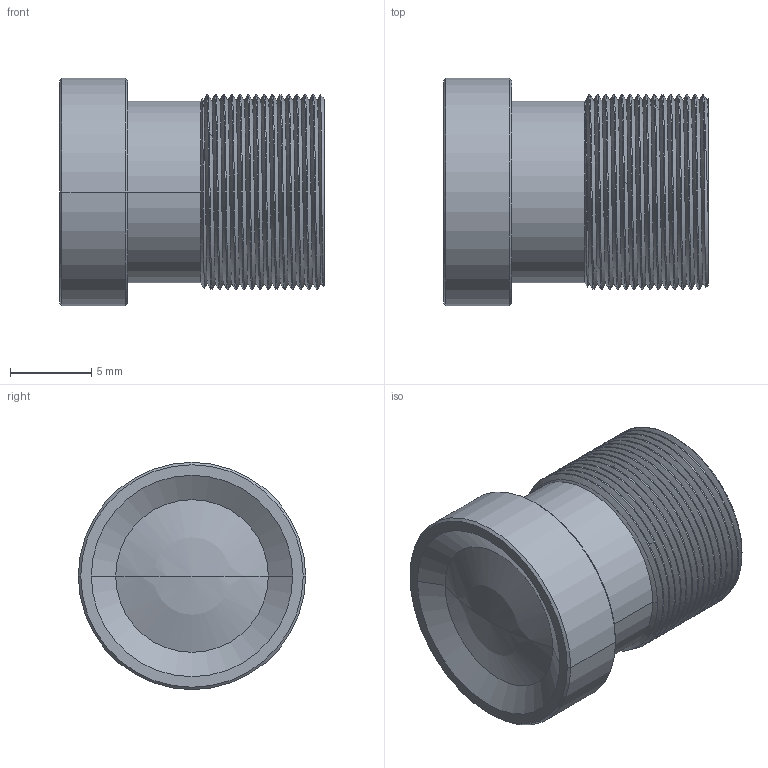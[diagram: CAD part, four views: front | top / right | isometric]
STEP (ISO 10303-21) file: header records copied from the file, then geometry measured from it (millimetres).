
FILE_DESCRIPTION((''),'2;1');
FILE_NAME('CH3770CB','2024-02-19T09:11:52',('lanconsi'),(''),'CREO PARAMETRIC BY PTC INC, 2019010','CREO PARAMETRIC BY PTC INC, 2019010','');
FILE_SCHEMA(('CONFIG_CONTROL_DESIGN'));
Length unit declared in the file: millimetre
Products named in the file (1): CH3770CB
Bounding box: 16.32 x 14 x 14 mm (x, y, z)
Volume: 1823.8 mm3; surface area: 1187.2 mm2
Topology: 1 solids, 1 shells, 59 faces, 153 edges, 97 vertices
Faces by surface type: cylinder 34, bspline 10, cone 9, plane 4, sphere 2
Entity records: 5639 total; most frequent: CARTESIAN_POINT 4330, ORIENTED_EDGE 302, DIRECTION 197, EDGE_CURVE 151, VERTEX_POINT 97, B_SPLINE_CURVE_WITH_KNOTS 77, AXIS2_PLACEMENT_3D 74, EDGE_LOOP 62
